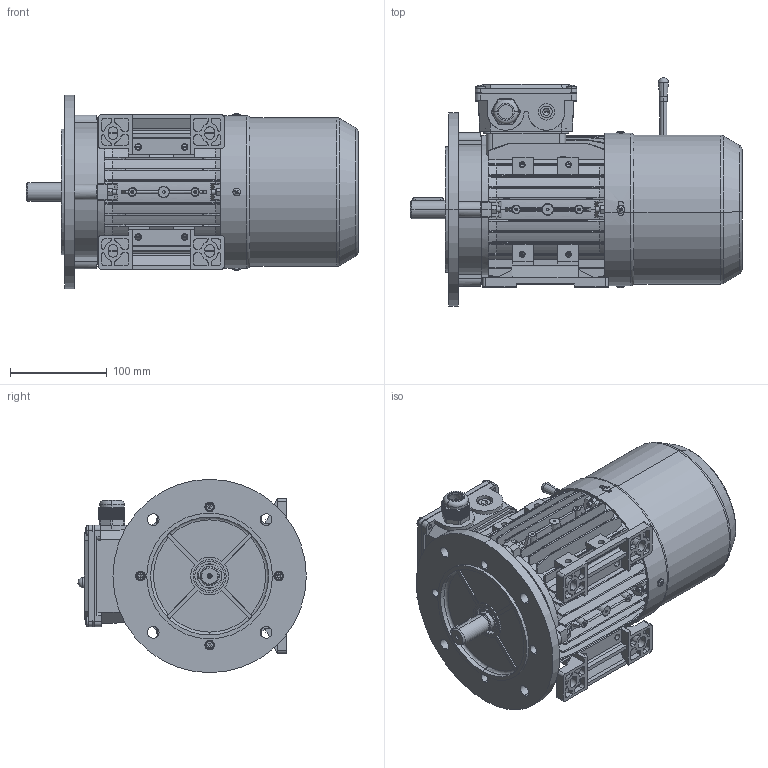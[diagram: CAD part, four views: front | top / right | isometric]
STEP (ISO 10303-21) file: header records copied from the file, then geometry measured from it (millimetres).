
FILE_DESCRIPTION (( 'STEP AP203' ), '1' );
FILE_NAME ('MSB80 B35俋倛芞.STEP', '2012-12-30T03:08:12', ( 'USER' ), ( 'MS' ), 'SwSTEP 2.0', 'SolidWorks 2008', '' );
FILE_SCHEMA (( 'CONFIG_CONTROL_DESIGN' ));
Length unit declared in the file: millimetre
Products named in the file (16): 后盖_默认; 油封_默认; 80盖M5×30_GB_FASTENER_SCREWS_HSHCS M5X30-N; 80儂褲蹟譫M5_GB_FASTENER_NUT_SNC1 M5-N; 底脚_默认; MSB80 B35俋倛芞; MS80机壳_默认; b5前盖_默认; 新接线盒座80-100_默认; 新接线盒盖80-100_默认; 接线盒螺钉M5×12_GB_CROSS_SCREWS_TYPE1 M5X12-12  H type-N; 出线螺杆80-100_默认; 瑞欶 蹟隊_GB_CROSS_SCREWS_TYPE1 M4X8-8  H type-N; 80制动器_默认; 风叶_默认; MSB80风罩_默认
Assembly tree (36 placements, depth 2):
  MSB80 B35俋倛芞
    80盖M5×30_GB_FASTENER_SCREWS_HSHCS M5X30-N  x8
    瑞欶 蹟隊_GB_CROSS_SCREWS_TYPE1 M4X8-8  H type-N  x4
    MS80机壳_默认
    底脚_默认  x2
    80儂褲蹟譫M5_GB_FASTENER_NUT_SNC1 M5-N  x7
    80制动器_默认
    油封_默认  x2
    接线盒螺钉M5×12_GB_CROSS_SCREWS_TYPE1 M5X12-12  H type-N  x4
    b5前盖_默认
    风叶_默认
    后盖_默认
    新接线盒座80-100_默认
    MSB80风罩_默认
    新接线盒盖80-100_默认
    出线螺杆80-100_默认
Bounding box: 343.37 x 236.43 x 200 mm (x, y, z)
Volume: 1529304 mm3; surface area: 785166.9 mm2
Topology: 37 solids, 37 shells, 3690 faces, 9994 edges, 6468 vertices
Faces by surface type: plane 2222, cylinder 1052, cone 272, torus 69, bspline 46, sphere 29
Entity records: 111602 total; most frequent: CARTESIAN_POINT 29453, ORIENTED_EDGE 17188, DIRECTION 15998, EDGE_CURVE 8594, VERTEX_POINT 5605, VECTOR 5354, LINE 5354, AXIS2_PLACEMENT_3D 5322
